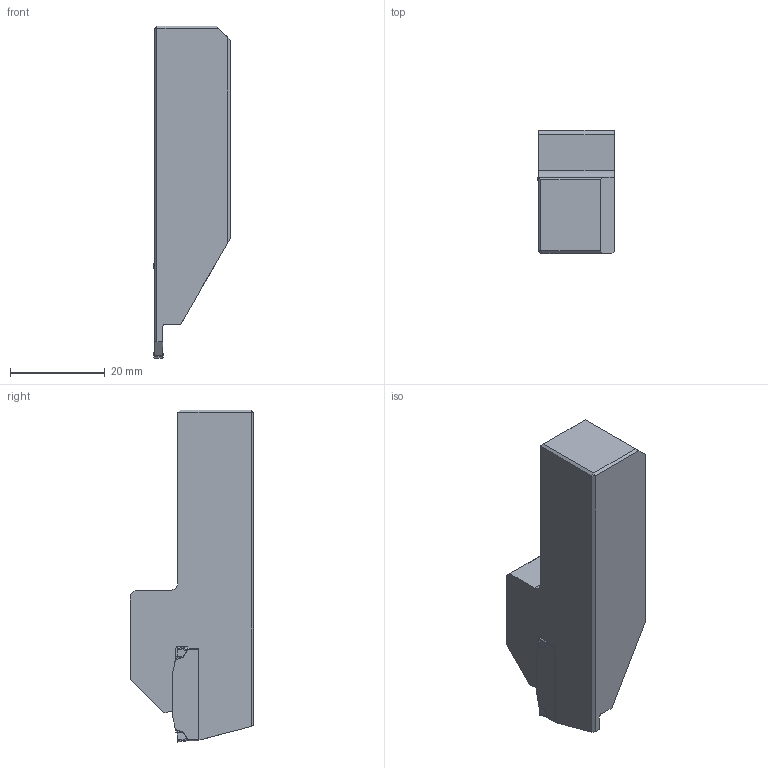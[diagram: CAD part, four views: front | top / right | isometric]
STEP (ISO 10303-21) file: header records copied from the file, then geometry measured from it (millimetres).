
FILE_DESCRIPTION(/* description */ (''),/* implementation_level */ '2;1');
FILE_NAME(/* name */ '1665487924807.stp',/* time_stamp */ '2022-10-11T13:32:09+02:00',/* author */ (''),/* organization */ ('SMS'),/* preprocessor_version */ 'ST-DEVELOPER v16.7',/* originating_system */ 'SIEMENS PLM Software NX 12.0',/* authorisation */ '');
FILE_SCHEMA (('AUTOMOTIVE_DESIGN { 1 0 10303 214 3 1 1 1 }'));
Length unit declared in the file: millimetre
Products named in the file (4): 204179128nuc000_00; ASSEMBLY_CONSTRUCTION; 204356101mod000_00; 204356099mod000_00
Assembly tree (3 placements, depth 2):
  204356099mod000_00
    204356101mod000_00
    ASSEMBLY_CONSTRUCTION
    204179128nuc000_00
Bounding box: 16.15 x 26 x 70 mm (x, y, z)
Volume: 16224.8 mm3; surface area: 5254.5 mm2
Topology: 2 solids, 2 shells, 104 faces, 269 edges, 175 vertices
Faces by surface type: plane 52, bspline 32, cylinder 18, torus 2
Entity records: 4159 total; most frequent: CARTESIAN_POINT 1716, ORIENTED_EDGE 536, DIRECTION 406, EDGE_CURVE 268, VERTEX_POINT 168, LINE 146, VECTOR 146, AXIS2_PLACEMENT_3D 130
